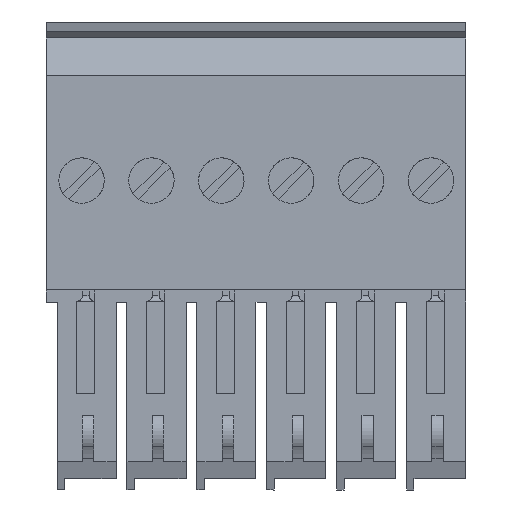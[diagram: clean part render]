
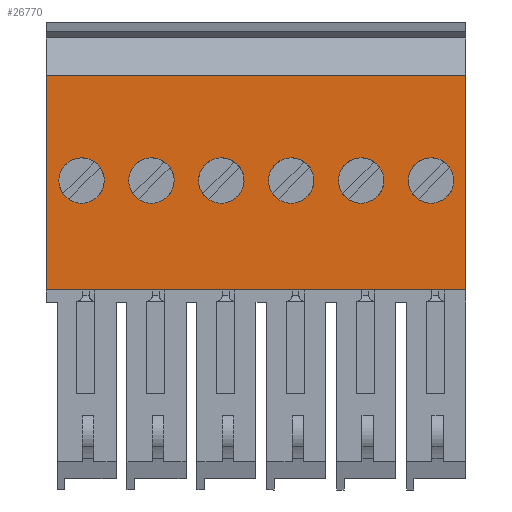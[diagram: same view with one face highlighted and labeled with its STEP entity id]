
A CAD part, front view. The second image highlights one B-rep face of the part: STEP entity #26770.
In plain terms, the highlighted planar face has unit normal (0, -1, 0).
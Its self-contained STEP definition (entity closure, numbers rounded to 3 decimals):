
#1320=CARTESIAN_POINT('',(-7.843,-24.801,
-4.6));
#1330=VERTEX_POINT('',#1320);
#1360=CARTESIAN_POINT('',(0.,-24.801,
-4.6));
#1370=DIRECTION('',(-1.,0.,0.));
#1380=VECTOR('',#1370,1.);
#1390=LINE('',#1360,#1380);
#1400=CARTESIAN_POINT('',(11.025,-24.801,
-4.6));
#1410=VERTEX_POINT('',#1400);
#1420=EDGE_CURVE('',#1410,#1330,#1390,.T.);
#16830=CARTESIAN_POINT('',(11.025,-24.801,
30.75));
#16840=DIRECTION('',(0.,0.,1.));
#16850=VECTOR('',#16840,1.);
#16860=LINE('',#16830,#16850);
#16870=CARTESIAN_POINT('',(11.025,-24.801,
32.3));
#16880=VERTEX_POINT('',#16870);
#16890=EDGE_CURVE('',#1410,#16880,#16860,.T.);
#25400=CARTESIAN_POINT('',(9.525,-24.801,
32.3));
#25410=DIRECTION('',(0.,1.,0.));
#25420=DIRECTION('',(1.,0.,0.));
#25430=AXIS2_PLACEMENT_3D('',#25400,#25410,#25420);
#25440=PLANE('',#25430);
#25450=CARTESIAN_POINT('',(1.4,-24.801,
23.1));
#25460=DIRECTION('',(0.,-1.,0.));
#25470=DIRECTION('',(-1.,0.,0.));
#25480=AXIS2_PLACEMENT_3D('',#25450,#25460,#25470);
#25490=CIRCLE('',#25480,2.);
#25500=CARTESIAN_POINT('',(-0.433,-24.801,
23.9));
#25510=VERTEX_POINT('',#25500);
#25520=CARTESIAN_POINT('',(-0.6,-24.801,
23.1));
#25530=VERTEX_POINT('',#25520);
#25540=EDGE_CURVE('',#25510,#25530,#25490,.T.);
#25550=ORIENTED_EDGE('',*,*,#25540,.F.);
#25560=CARTESIAN_POINT('',(3.4,-24.801,
23.1));
#25570=VERTEX_POINT('',#25560);
#25580=EDGE_CURVE('',#25530,#25570,#25490,.T.);
#25590=ORIENTED_EDGE('',*,*,#25580,.F.);
#25600=EDGE_CURVE('',#25570,#25510,#25490,.T.);
#25610=ORIENTED_EDGE('',*,*,#25600,.F.);
#25620=EDGE_LOOP('',(#25610,#25590,#25550));
#25630=FACE_BOUND('',#25620,.T.);
#25640=CARTESIAN_POINT('',(1.4,-24.801,
16.95));
#25650=DIRECTION('',(0.,-1.,0.));
#25660=DIRECTION('',(-1.,0.,0.));
#25670=AXIS2_PLACEMENT_3D('',#25640,#25650,#25660);
#25680=CIRCLE('',#25670,2.);
#25690=CARTESIAN_POINT('',(-0.433,-24.801,
17.75));
#25700=VERTEX_POINT('',#25690);
#25710=CARTESIAN_POINT('',(-0.6,-24.801,
16.95));
#25720=VERTEX_POINT('',#25710);
#25730=EDGE_CURVE('',#25700,#25720,#25680,.T.);
#25740=ORIENTED_EDGE('',*,*,#25730,.F.);
#25750=CARTESIAN_POINT('',(3.4,-24.801,
16.95));
#25760=VERTEX_POINT('',#25750);
#25770=EDGE_CURVE('',#25720,#25760,#25680,.T.);
#25780=ORIENTED_EDGE('',*,*,#25770,.F.);
#25790=EDGE_CURVE('',#25760,#25700,#25680,.T.);
#25800=ORIENTED_EDGE('',*,*,#25790,.F.);
#25810=EDGE_LOOP('',(#25800,#25780,#25740));
#25820=FACE_BOUND('',#25810,.T.);
#25830=CARTESIAN_POINT('',(1.4,-24.801,
10.8));
#25840=DIRECTION('',(0.,-1.,0.));
#25850=DIRECTION('',(-1.,0.,0.));
#25860=AXIS2_PLACEMENT_3D('',#25830,#25840,#25850);
#25870=CIRCLE('',#25860,2.);
#25880=CARTESIAN_POINT('',(-0.433,-24.801,
11.6));
#25890=VERTEX_POINT('',#25880);
#25900=CARTESIAN_POINT('',(-0.6,-24.801,
10.8));
#25910=VERTEX_POINT('',#25900);
#25920=EDGE_CURVE('',#25890,#25910,#25870,.T.);
#25930=ORIENTED_EDGE('',*,*,#25920,.F.);
#25940=CARTESIAN_POINT('',(3.4,-24.801,
10.8));
#25950=VERTEX_POINT('',#25940);
#25960=EDGE_CURVE('',#25910,#25950,#25870,.T.);
#25970=ORIENTED_EDGE('',*,*,#25960,.F.);
#25980=EDGE_CURVE('',#25950,#25890,#25870,.T.);
#25990=ORIENTED_EDGE('',*,*,#25980,.F.);
#26000=EDGE_LOOP('',(#25990,#25970,#25930));
#26010=FACE_BOUND('',#26000,.T.);
#26020=CARTESIAN_POINT('',(1.4,-24.801,
-1.5));
#26030=DIRECTION('',(0.,-1.,0.));
#26040=DIRECTION('',(-1.,0.,0.));
#26050=AXIS2_PLACEMENT_3D('',#26020,#26030,#26040);
#26060=CIRCLE('',#26050,2.);
#26070=CARTESIAN_POINT('',(-0.433,-24.801,
-0.7));
#26080=VERTEX_POINT('',#26070);
#26090=CARTESIAN_POINT('',(-0.6,-24.801,
-1.5));
#26100=VERTEX_POINT('',#26090);
#26110=EDGE_CURVE('',#26080,#26100,#26060,.T.);
#26120=ORIENTED_EDGE('',*,*,#26110,.F.);
#26130=CARTESIAN_POINT('',(3.4,-24.801,
-1.5));
#26140=VERTEX_POINT('',#26130);
#26150=EDGE_CURVE('',#26100,#26140,#26060,.T.);
#26160=ORIENTED_EDGE('',*,*,#26150,.F.);
#26170=EDGE_CURVE('',#26140,#26080,#26060,.T.);
#26180=ORIENTED_EDGE('',*,*,#26170,.F.);
#26190=EDGE_LOOP('',(#26180,#26160,#26120));
#26200=FACE_BOUND('',#26190,.T.);
#26210=CARTESIAN_POINT('',(1.4,-24.801,
4.65));
#26220=DIRECTION('',(0.,-1.,0.));
#26230=DIRECTION('',(-1.,0.,0.));
#26240=AXIS2_PLACEMENT_3D('',#26210,#26220,#26230);
#26250=CIRCLE('',#26240,2.);
#26260=CARTESIAN_POINT('',(-0.433,-24.801,
5.45));
#26270=VERTEX_POINT('',#26260);
#26280=CARTESIAN_POINT('',(-0.6,-24.801,
4.65));
#26290=VERTEX_POINT('',#26280);
#26300=EDGE_CURVE('',#26270,#26290,#26250,.T.);
#26310=ORIENTED_EDGE('',*,*,#26300,.F.);
#26320=CARTESIAN_POINT('',(3.4,-24.801,
4.65));
#26330=VERTEX_POINT('',#26320);
#26340=EDGE_CURVE('',#26290,#26330,#26250,.T.);
#26350=ORIENTED_EDGE('',*,*,#26340,.F.);
#26360=EDGE_CURVE('',#26330,#26270,#26250,.T.);
#26370=ORIENTED_EDGE('',*,*,#26360,.F.);
#26380=EDGE_LOOP('',(#26370,#26350,#26310));
#26390=FACE_BOUND('',#26380,.T.);
#26400=CARTESIAN_POINT('',(1.4,-24.801,
29.25));
#26410=DIRECTION('',(0.,-1.,0.));
#26420=DIRECTION('',(-1.,0.,0.));
#26430=AXIS2_PLACEMENT_3D('',#26400,#26410,#26420);
#26440=CIRCLE('',#26430,2.);
#26450=CARTESIAN_POINT('',(-0.433,-24.801,
30.05));
#26460=VERTEX_POINT('',#26450);
#26470=CARTESIAN_POINT('',(-0.6,-24.801,
29.25));
#26480=VERTEX_POINT('',#26470);
#26490=EDGE_CURVE('',#26460,#26480,#26440,.T.);
#26500=ORIENTED_EDGE('',*,*,#26490,.F.);
#26510=CARTESIAN_POINT('',(3.4,-24.801,
29.25));
#26520=VERTEX_POINT('',#26510);
#26530=EDGE_CURVE('',#26480,#26520,#26440,.T.);
#26540=ORIENTED_EDGE('',*,*,#26530,.F.);
#26550=EDGE_CURVE('',#26520,#26460,#26440,.T.);
#26560=ORIENTED_EDGE('',*,*,#26550,.F.);
#26570=EDGE_LOOP('',(#26560,#26540,#26500));
#26580=FACE_BOUND('',#26570,.T.);
#26590=CARTESIAN_POINT('',(0.,-24.801,
32.3));
#26600=DIRECTION('',(-1.,0.,0.));
#26610=VECTOR('',#26600,1.);
#26620=LINE('',#26590,#26610);
#26630=CARTESIAN_POINT('',(-7.843,-24.801,
32.3));
#26640=VERTEX_POINT('',#26630);
#26650=EDGE_CURVE('',#16880,#26640,#26620,.T.);
#26660=ORIENTED_EDGE('',*,*,#26650,.T.);
#26670=ORIENTED_EDGE('',*,*,#16890,.T.);
#26680=ORIENTED_EDGE('',*,*,#1420,.F.);
#26690=CARTESIAN_POINT('',(-7.843,-24.801,
30.75));
#26700=DIRECTION('',(0.,0.,1.));
#26710=VECTOR('',#26700,1.);
#26720=LINE('',#26690,#26710);
#26730=EDGE_CURVE('',#1330,#26640,#26720,.T.);
#26740=ORIENTED_EDGE('',*,*,#26730,.F.);
#26750=EDGE_LOOP('',(#26740,#26680,#26670,#26660));
#26760=FACE_OUTER_BOUND('',#26750,.T.);
#26770=ADVANCED_FACE('',(#25630,#25820,#26010,#26200,#26390,#26580,
#26760),#25440,.F.);
